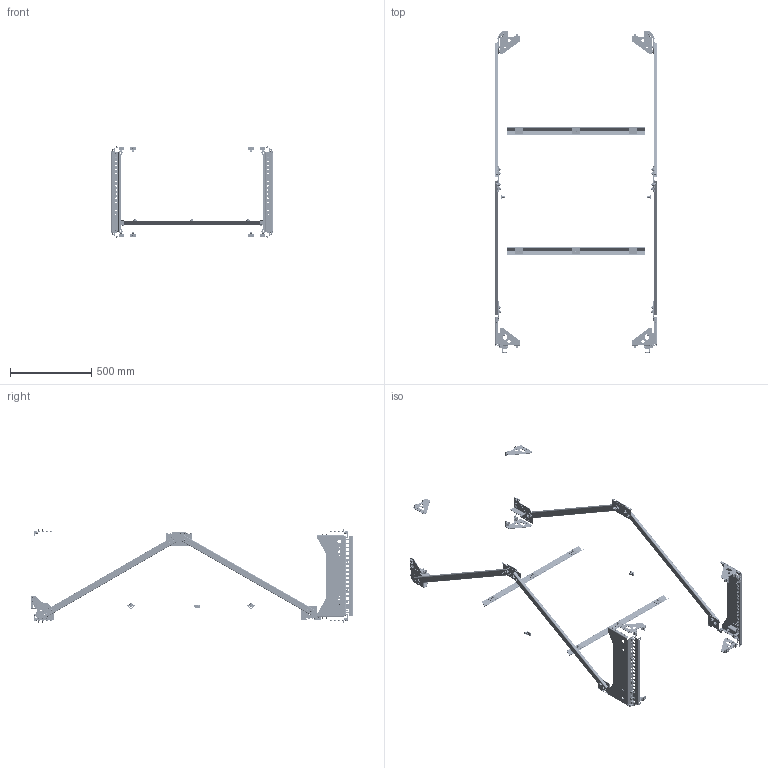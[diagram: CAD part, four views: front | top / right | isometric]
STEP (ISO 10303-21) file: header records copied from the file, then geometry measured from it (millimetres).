
FILE_DESCRIPTION (( 'STEP AP203' ), '1' );
FILE_NAME ('UR43801011003 Êîìïëåêò óñèëèòåëåé äëÿ ñåéñìîîïàñíûõ çîí RS52 200.100.60 (000.801.438-01).STEP', '2022-04-26T05:37:11', ( '' ), ( '' ), 'SwSTEP 2.0', 'SolidWorks 2017', '' );
FILE_SCHEMA (( 'CONFIG_CONTROL_DESIGN' ));
Length unit declared in the file: millimetre
Products named in the file (44): Âñòàâíàÿ ãàéêà Ì8 äëÿ øêàôîâ USOLA_Œ8 4163.000; 029-366 Êðîíøòåéí ðàñòÿæêè íèæíèé; Çàêëàäíàÿ ãàéêà Ì8 ÊÍÐ; 000.330.049 砑僔蠂縺; UR43801011003 Êîìïëåêò óñèëèòåëåé äëÿ ñåéñìîîïàñíûõ çîí RS52 200.100.60 (000.801.438-01); 026-825 赶鎀鍧_01 (1000); 029-382 ﾊ煇鳫; 016-105 ﾘ_00 (ｭｨｦｭｨｩ); 029-370 ﾊ煇鳫; 000.169.172 Êðîíøòåéí ìîíòàæíîé ïàíåëè; 000.169.163 ﾊ煇鳫; 029-368 Êðîíøòåéí ðàñòÿæêè âåðõíèé_‡¥àª «ì­® ®âà §¨âìDefault; 嵑殧趌11371_8; 029-372 ﾊ煇鳫; 000.169.160 Óãîëîê óñèëèâàþùèé; 024-412 砑僔蠂縺; 029-379 Óñèëèòåëü; 016-105 Øòûðü íà 3 ìì âûøå_00 (­¨¦­¨©); 029-381 ﾊ煇鳫; 鎔艜 DIN 912_M8x20; 蹴濋趌5915_M10; 蹴濋趌5915_M8; Ãàéêà DIN 6923_Œ10; 029-371 ﾊ煇鳫; Âèíò DIN 7500 C TORX_Œ5å12; 026-823 Óãîëîê óñèëèâàþùèé_‡¥àª «ì­® ®âà §¨âìDefault; 026-823 Óãîëîê óñèëèâàþùèé; 嵑殧趌11371_10; 069-19 Ðàñòÿæêà áîêîâàÿ 40õ20õ2; 000.169.170 ﾊ煇鳫; 嵑殧趌6402_10; 026-821 Óãîëîê óñèëèâàþùèé; Çàêëåïêà ðåçüáîâàÿ óìåíüøåííûé áîðòèê ñ íàñå÷êîé_Œ8å16,5; 024-423 砑僔蠂縺; 嵑殧趌6402_8; 029-366 Êðîíøòåéí ðàñòÿæêè íèæíèé_‡¥àª «ì­® ®âà §¨âìDefault; 鎔艜 DIN 912_M10x20; 026-822 Óãîëîê óñèëèâàþùèé; 029-368 Êðîíøòåéí ðàñòÿæêè âåðõíèé; 000.169.160 Óãîëîê óñèëèâàþùèé_‡¥àª «ì­® ®âà §¨âìDefault ...
Assembly tree (332 placements, depth 4):
  UR43801011003 Êîìïëåêò óñèëèòåëåé äëÿ ñåéñìîîïàñíûõ çîí RS52 200.100.60 (000.801.438-01)
    029-379 Óñèëèòåëü  x2
    Çàêëàäíàÿ ãàéêà Ì8 ÊÍÐ  x8
    Âèíò DIN 7984 TORX_Œ8å20  x40
    嵑殧趌11371_8  x38
    嵑殧趌6402_8  x40
    Âèíò DIN 7500 C TORX_Œ5å12  x74
    026-821 Óãîëîê óñèëèâàþùèé  x4
    Âñòàâíàÿ ãàéêà Ì8 äëÿ øêàôîâ USOLA_Œ8 4163.000  x30
    029-366 Êðîíøòåéí ðàñòÿæêè íèæíèé
    029-364 Êðîíøòåéí ðàñòÿæêè  x2
    069-19 Ðàñòÿæêà áîêîâàÿ 40õ20õ2  x4
    鎔艜 DIN 912_M10x20  x16
    Ãàéêà DIN 6923_Œ10  x16
    029-368 Êðîíøòåéí ðàñòÿæêè âåðõíèé
    000.169.160 Óãîëîê óñèëèâàþùèé
      026-823 Óãîëîê óñèëèâàþùèé
      蹴濋趌5915_M8
    000.169.162 Óñèëèòåëü ìîíòàæíîé ïàíåëè_01 (00.100)  x2
      026-825 赶鎀鍧_01 (1000)
      000.330.049 砑僔蠂縺
        024-412 砑僔蠂縺
        蹴濋趌5915_M10
    嵑殧趌11371_10  x6
    鎔艜 DIN 912_M8x20  x6
    嵑殧趌6402_10  x6
    000.169.171 Êðîíøòåéí ìîíòàæíîé ïàíåëè
      000.169.163 ﾊ煇鳫
        029-370 ﾊ煇鳫
        029-371 ﾊ煇鳫
        029-372 ﾊ煇鳫
        蹴濋趌5915_M8
      Çàêëåïêà ðåçüáîâàÿ óìåíüøåííûé áîðòèê ñ íàñå÷êîé_Œ8å16,5
      016-105 ﾘ_00 (ｭｨｦｭｨｩ)
    000.169.172 Êðîíøòåéí ìîíòàæíîé ïàíåëè
      000.169.170 ﾊ煇鳫
        029-381 ﾊ煇鳫
        029-371 ﾊ煇鳫
        029-382 ﾊ煇鳫
        蹴濋趌5915_M8
      Çàêëåïêà ðåçüáîâàÿ óìåíüøåííûé áîðòèê ñ íàñå÷êîé_Œ8å16,5
      016-105 Øòûðü íà 3 ìì âûøå_00 (­¨¦­¨©)
    024-423 砑僔蠂縺  x2
    029-366 Êðîíøòåéí ðàñòÿæêè íèæíèé_‡¥àª «ì­® ®âà §¨âìDefault
    029-368 Êðîíøòåéí ðàñòÿæêè âåðõíèé_‡¥àª «ì­® ®âà §¨âìDefault
    000.169.160 Óãîëîê óñèëèâàþùèé_‡¥àª «ì­® ®âà §¨âìDefault
      026-823 Óãîëîê óñèëèâàþùèé_‡¥àª «ì­® ®âà §¨âìDefault
      蹴濋趌5915_M8
    026-822 Óãîëîê óñèëèâàþùèé  x4
Bounding box: 998 x 1983.7 x 576 mm (x, y, z)
Volume: 2780074 mm3; surface area: 2178906.3 mm2
Topology: 340 solids, 340 shells, 10594 faces, 27220 edges, 17410 vertices
Faces by surface type: plane 5136, cylinder 4080, cone 660, torus 388, sphere 208, bspline 122
Entity records: 61226 total; most frequent: CARTESIAN_POINT 8926, DIRECTION 8891, ORIENTED_EDGE 7876, EDGE_CURVE 3938, AXIS2_PLACEMENT_3D 3202, VECTOR 2487, LINE 2487, VERTEX_POINT 2461
